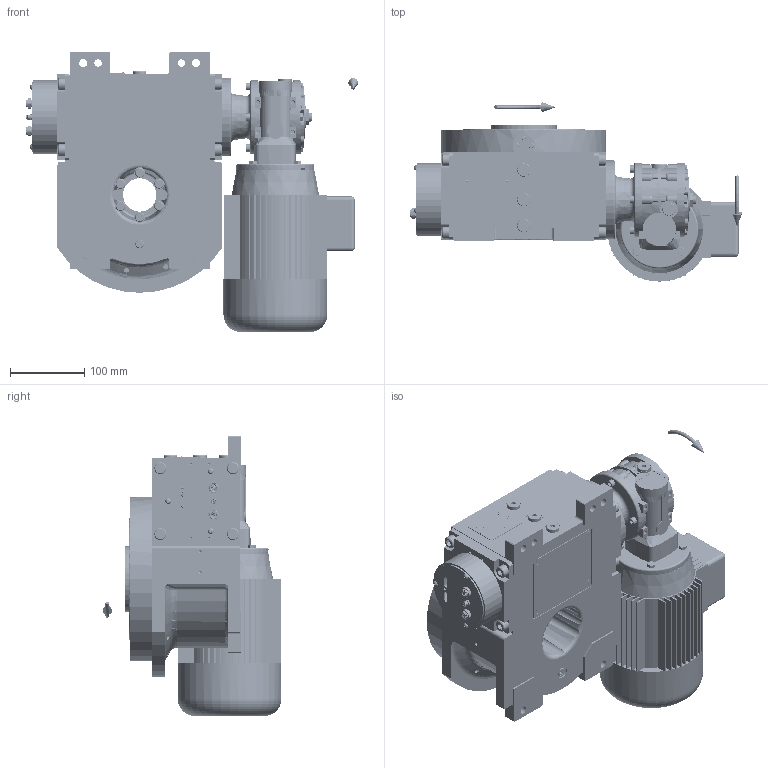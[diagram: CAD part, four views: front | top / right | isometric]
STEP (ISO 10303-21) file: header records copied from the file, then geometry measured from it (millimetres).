
FILE_DESCRIPTION (( 'STEP AP203' ), '1' );
FILE_NAME ('PC5201951.step', '2026-03-19T13:56:35', ( '' ), ( '' ), 'SwSTEP 2.0', 'SolidWorks 2020', '' );
FILE_SCHEMA (( 'CONFIG_CONTROL_DESIGN' ));
Length unit declared in the file: millimetre
Products named in the file (87): cfn2000_01_126; cfn2155_01_056; RIG06_021_AF0.stp; AS_rig06_004_s_001; AS_cfn2476_01_002_60x46; cfn2128_04_004; cfn2003_01_054; CFN2008_01_002.stp; CFN2000_01_185.stp; CFN2000_01_183.stp; cfn2104_01_016; freccia_angolare; cfn2276_01_074; rig06_017; cfn2151_01_290; cfn2205_01_013; cfn2000_01_124; cfn2000_01_103; rig06_002_bl_003; AS_rig06_004; cfn2155_01_303; cfn2128_19_002; cfn2115_02_165; cfn2151_01_109; 900_38_10_023.stp; rig06_016; AS_rig06_016; CFN2356_03_047.stp; rig06_007_master; CFN2010_01_012.stp; cfn2158_01_010; CFN2400_08_001.stp; rig06_004_s_001; cfn2077_01_018; cfn2070_05_005; cfn2115_02_182; TN71A4B14; cfn2400_34_001.stp; CFN2010_02_002.stp; CFN2203_02_001.stp ...
Assembly tree (83 placements, depth 5):
  cfn2276_01_074
  cfn2151_01_290
  cfn2205_01_013
  cfn2115_02_165
  cfn2151_01_109
Bounding box: 448 x 241.5 x 378 mm (x, y, z)
Volume: 5994698.5 mm3; surface area: 1202555 mm2
Topology: 73 solids, 73 shells, 4662 faces, 11703 edges, 7436 vertices
Faces by surface type: plane 2144, cylinder 1619, cone 663, torus 165, bspline 47, sphere 24
Entity records: 156587 total; most frequent: CARTESIAN_POINT 39355, DIRECTION 22987, ORIENTED_EDGE 22218, EDGE_CURVE 11109, AXIS2_PLACEMENT_3D 8531, VERTEX_POINT 7139, VECTOR 5925, LINE 5925
